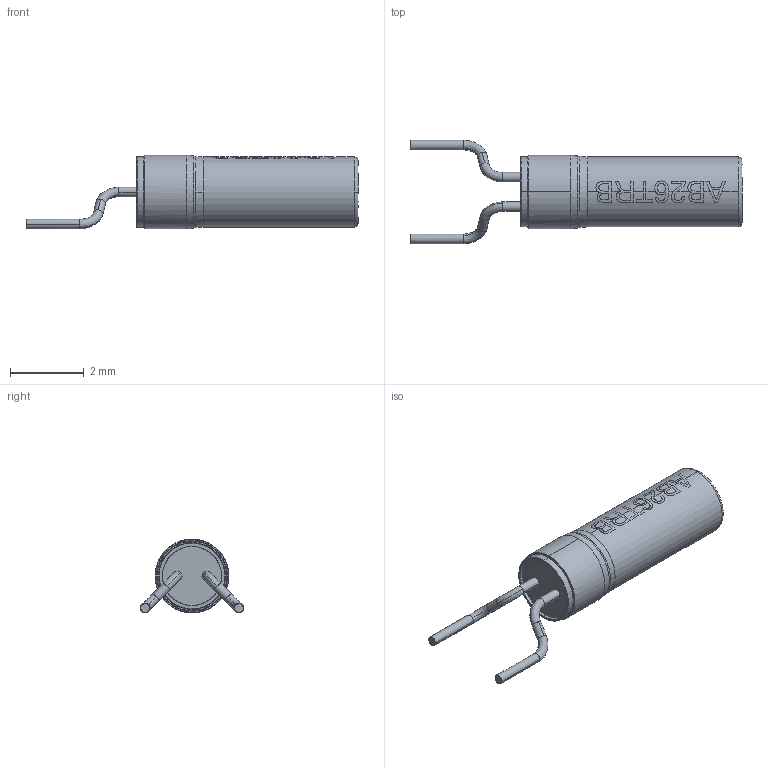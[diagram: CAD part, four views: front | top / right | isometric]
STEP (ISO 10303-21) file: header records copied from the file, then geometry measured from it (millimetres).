
FILE_DESCRIPTION (( 'STEP AP214' ), '1' );
FILE_NAME ('User Library-AB26TRB.STEP', '2014-06-25T09:21:55', ( 'Windows User' ), ( '' ), 'SwSTEP 2.0', 'SolidWorks 2014', '' );
FILE_SCHEMA (( 'AUTOMOTIVE_DESIGN' ));
Length unit declared in the file: centimetre
Products named in the file (1): User Library-AB26TRB
Bounding box: 9 x 2.8 x 2 mm (x, y, z)
Surface area: 48.7 mm2 (no closed solid volume)
Topology: 0 solids, 3 shells, 72 faces, 301 edges, 242 vertices
Faces by surface type: cylinder 36, bspline 27, plane 7, cone 2
Entity records: 4731 total; most frequent: CARTESIAN_POINT 1699, ORIENTED_EDGE 590, DIRECTION 329, EDGE_CURVE 299, VERTEX_POINT 242, B_SPLINE_CURVE_WITH_KNOTS 150, AXIS2_PLACEMENT_3D 149, CIRCLE 103
